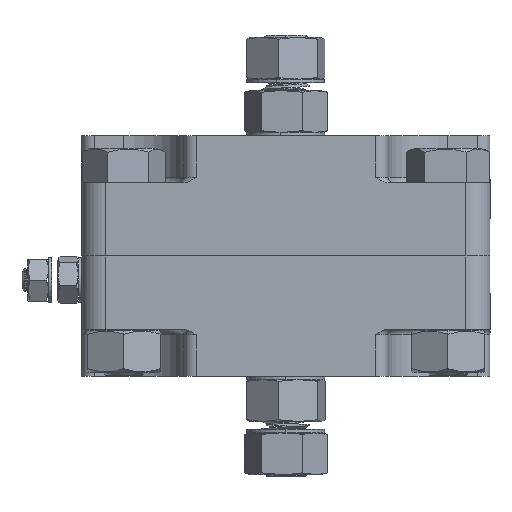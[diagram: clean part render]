
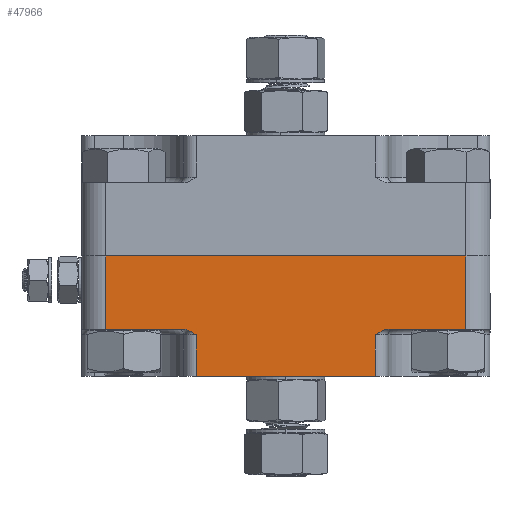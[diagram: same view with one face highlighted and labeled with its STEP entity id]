
A CAD part, front view. The second image highlights one B-rep face of the part: STEP entity #47966.
In plain terms, the highlighted planar face has unit normal (0, -1, 0).
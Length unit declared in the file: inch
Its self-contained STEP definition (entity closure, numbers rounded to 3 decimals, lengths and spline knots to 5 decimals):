
#1340 = ORIENTED_EDGE ( 'NONE', *, *, #32795, .T. ) ;
#1389 = VERTEX_POINT ( 'NONE', #21486 ) ;
#1683 = EDGE_CURVE ( 'NONE', #10290, #2919, #6940, .T. ) ;
#2919 = VERTEX_POINT ( 'NONE', #24031 ) ;
#3378 = CARTESIAN_POINT ( 'NONE',  ( 1.01029, -2.125, -0.77495 ) ) ;
#3809 = CARTESIAN_POINT ( 'NONE',  ( -1.875, -2.125, 0. ) ) ;
#5271 = CARTESIAN_POINT ( 'NONE',  ( -2.125, -2.125, 0. ) ) ;
#6409 = CARTESIAN_POINT ( 'NONE',  ( -2.125, -2.125, -0.76 ) ) ;
#6940 = LINE ( 'NONE', #42999, #49253 ) ;
#7979 = CARTESIAN_POINT ( 'NONE',  ( 0.97584, -2.125, -0.79313 ) ) ;
#8504 = CARTESIAN_POINT ( 'NONE',  ( 1.02864, -2.125, -0.76778 ) ) ;
#8941 = LINE ( 'NONE', #41205, #40746 ) ;
#9326 = LINE ( 'NONE', #5271, #53098 ) ;
#9446 = EDGE_CURVE ( 'NONE', #46968, #47255, #23143, .T. ) ;
#9803 = CARTESIAN_POINT ( 'NONE',  ( -0.9325, -2.125, -0.822 ) ) ;
#10075 = CARTESIAN_POINT ( 'NONE',  ( -0.97584, -2.125, -0.79312 ) ) ;
#10290 = VERTEX_POINT ( 'NONE', #12186 ) ;
#10372 = CARTESIAN_POINT ( 'NONE',  ( -2.125, -2.125, -1.25 ) ) ;
#10462 = DIRECTION ( 'NONE',  ( 0., 0., 1. ) ) ;
#12186 = CARTESIAN_POINT ( 'NONE',  ( 1.875, -2.125, -0.76 ) ) ;
#12267 = CARTESIAN_POINT ( 'NONE',  ( 1.00439, -2.125, -0.77768 ) ) ;
#12645 = CARTESIAN_POINT ( 'NONE',  ( -1.07379, -2.125, -0.76 ) ) ;
#12720 = ORIENTED_EDGE ( 'NONE', *, *, #22740, .T. ) ;
#13184 = B_SPLINE_CURVE_WITH_KNOTS ( 'NONE', 3,
 ( #36472, #48659, #41290, #7979, #52933, #12267, #3378, #36716, #8504, #16081, #28428, #24396 ),
 .UNSPECIFIED., .F., .F.,
 ( 4, 2, 2, 2, 2, 4 ),
 ( -0.00001, 0.00098, 0.00197, 0.00246, 0.00296, 0.00395 ),
 .UNSPECIFIED. ) ;
#14627 = CARTESIAN_POINT ( 'NONE',  ( -0.94327, -2.125, -0.81456 ) ) ;
#14903 = CARTESIAN_POINT ( 'NONE',  ( -1.06051, -2.125, -0.76 ) ) ;
#15357 = CARTESIAN_POINT ( 'NONE',  ( -1.875, -2.125, -1.25 ) ) ;
#16081 = CARTESIAN_POINT ( 'NONE',  ( 1.04761, -2.125, -0.76224 ) ) ;
#16499 = DIRECTION ( 'NONE',  ( 0., 0., -1. ) ) ;
#16698 = EDGE_CURVE ( 'NONE', #49827, #46912, #8941, .T. ) ;
#17776 = CARTESIAN_POINT ( 'NONE',  ( -1.875, -2.125, -0.76 ) ) ;
#18421 = CARTESIAN_POINT ( 'NONE',  ( -0.987, -2.125, -0.78647 ) ) ;
#19248 = EDGE_CURVE ( 'NONE', #1389, #45837, #13184, .T. ) ;
#20935 = VECTOR ( 'NONE', #36126, 39.37008 ) ;
#21143 = CARTESIAN_POINT ( 'NONE',  ( -0.9325, -2.125, -0.822 ) ) ;
#21486 = CARTESIAN_POINT ( 'NONE',  ( 0.9325, -2.125, -0.822 ) ) ;
#22306 = ORIENTED_EDGE ( 'NONE', *, *, #9446, .T. ) ;
#22389 = ORIENTED_EDGE ( 'NONE', *, *, #35495, .F. ) ;
#22709 = CARTESIAN_POINT ( 'NONE',  ( -1.0103, -2.125, -0.77495 ) ) ;
#22740 = EDGE_CURVE ( 'NONE', #23616, #1389, #33022, .T. ) ;
#22748 = DIRECTION ( 'NONE',  ( 1., 0., 0. ) ) ;
#23003 = DIRECTION ( 'NONE',  ( 0., -1., 0. ) ) ;
#23143 = LINE ( 'NONE', #15357, #30317 ) ;
#23270 = CARTESIAN_POINT ( 'NONE',  ( -2.125, -2.125, -1.25 ) ) ;
#23370 = ORIENTED_EDGE ( 'NONE', *, *, #16698, .T. ) ;
#23544 = EDGE_CURVE ( 'NONE', #29851, #47255, #37579, .T. ) ;
#23616 = VERTEX_POINT ( 'NONE', #26125 ) ;
#24031 = CARTESIAN_POINT ( 'NONE',  ( 1.875, -2.125, 0. ) ) ;
#24056 = LINE ( 'NONE', #27026, #20935 ) ;
#24396 = CARTESIAN_POINT ( 'NONE',  ( 1.07379, -2.125, -0.76 ) ) ;
#25696 = AXIS2_PLACEMENT_3D ( 'NONE', #23270, #23003, #51824 ) ;
#26125 = CARTESIAN_POINT ( 'NONE',  ( 0.9325, -2.125, -1.25 ) ) ;
#27017 = CARTESIAN_POINT ( 'NONE',  ( -1.0224, -2.125, -0.77001 ) ) ;
#27026 = CARTESIAN_POINT ( 'NONE',  ( 2.125, -2.125, -0.76 ) ) ;
#28428 = CARTESIAN_POINT ( 'NONE',  ( 1.06051, -2.125, -0.76 ) ) ;
#28995 = CARTESIAN_POINT ( 'NONE',  ( 0.9325, -2.125, -0.76 ) ) ;
#29851 = VERTEX_POINT ( 'NONE', #12645 ) ;
#30226 = CARTESIAN_POINT ( 'NONE',  ( -1.02864, -2.125, -0.76778 ) ) ;
#30317 = VECTOR ( 'NONE', #31772, 39.37008 ) ;
#30625 = DIRECTION ( 'NONE',  ( -1., 0., 0. ) ) ;
#31772 = DIRECTION ( 'NONE',  ( 0., 0., -1. ) ) ;
#32795 = EDGE_CURVE ( 'NONE', #29851, #49827, #35158, .T. ) ;
#33022 = LINE ( 'NONE', #28995, #40882 ) ;
#34234 = ORIENTED_EDGE ( 'NONE', *, *, #19248, .T. ) ;
#34258 = CARTESIAN_POINT ( 'NONE',  ( -1.00439, -2.125, -0.77768 ) ) ;
#34546 = LINE ( 'NONE', #10372, #49190 ) ;
#34578 = DIRECTION ( 'NONE',  ( 1., 0., 0. ) ) ;
#35158 = B_SPLINE_CURVE_WITH_KNOTS ( 'NONE', 3,
 ( #47496, #14903, #51252, #30226, #27017, #22709, #34258, #18421, #10075, #46666, #14627, #9803 ),
 .UNSPECIFIED., .F., .F.,
 ( 4, 2, 2, 2, 2, 4 ),
 ( 0., 0.001, 0.0015, 0.00199, 0.00299, 0.00399 ),
 .UNSPECIFIED. ) ;
#35495 = EDGE_CURVE ( 'NONE', #10290, #45837, #24056, .T. ) ;
#35744 = ORIENTED_EDGE ( 'NONE', *, *, #23544, .F. ) ;
#36126 = DIRECTION ( 'NONE',  ( -1., 0., 0. ) ) ;
#36472 = CARTESIAN_POINT ( 'NONE',  ( 0.9325, -2.125, -0.822 ) ) ;
#36672 = CARTESIAN_POINT ( 'NONE',  ( 1.07379, -2.125, -0.76 ) ) ;
#36716 = CARTESIAN_POINT ( 'NONE',  ( 1.0224, -2.125, -0.77001 ) ) ;
#37579 = LINE ( 'NONE', #6409, #44466 ) ;
#37763 = PLANE ( 'NONE',  #25696 ) ;
#40385 = EDGE_CURVE ( 'NONE', #46968, #2919, #9326, .T. ) ;
#40746 = VECTOR ( 'NONE', #16499, 39.37008 ) ;
#40882 = VECTOR ( 'NONE', #45390, 39.37008 ) ;
#41205 = CARTESIAN_POINT ( 'NONE',  ( -0.9325, -2.125, -1.25 ) ) ;
#41290 = CARTESIAN_POINT ( 'NONE',  ( 0.95396, -2.125, -0.80718 ) ) ;
#41860 = FACE_OUTER_BOUND ( 'NONE', #43141, .T. ) ;
#42999 = CARTESIAN_POINT ( 'NONE',  ( 1.875, -2.125, -1.25 ) ) ;
#43141 = EDGE_LOOP ( 'NONE', ( #35744, #1340, #23370, #43564, #12720, #34234, #22389, #46012, #51806, #22306 ) ) ;
#43564 = ORIENTED_EDGE ( 'NONE', *, *, #51474, .T. ) ;
#44187 = CARTESIAN_POINT ( 'NONE',  ( -0.9325, -2.125, -1.25 ) ) ;
#44466 = VECTOR ( 'NONE', #30625, 39.37008 ) ;
#45390 = DIRECTION ( 'NONE',  ( 0., 0., 1. ) ) ;
#45837 = VERTEX_POINT ( 'NONE', #36672 ) ;
#46012 = ORIENTED_EDGE ( 'NONE', *, *, #1683, .T. ) ;
#46666 = CARTESIAN_POINT ( 'NONE',  ( -0.95396, -2.125, -0.80718 ) ) ;
#46912 = VERTEX_POINT ( 'NONE', #44187 ) ;
#46968 = VERTEX_POINT ( 'NONE', #3809 ) ;
#47255 = VERTEX_POINT ( 'NONE', #17776 ) ;
#47496 = CARTESIAN_POINT ( 'NONE',  ( -1.07379, -2.125, -0.76 ) ) ;
#47966 = ADVANCED_FACE ( 'NONE', ( #41860 ), #37763, .T. ) ;
#48659 = CARTESIAN_POINT ( 'NONE',  ( 0.94318, -2.125, -0.81462 ) ) ;
#49190 = VECTOR ( 'NONE', #22748, 39.37008 ) ;
#49253 = VECTOR ( 'NONE', #10462, 39.37008 ) ;
#49827 = VERTEX_POINT ( 'NONE', #21143 ) ;
#51252 = CARTESIAN_POINT ( 'NONE',  ( -1.04762, -2.125, -0.76224 ) ) ;
#51474 = EDGE_CURVE ( 'NONE', #46912, #23616, #34546, .T. ) ;
#51806 = ORIENTED_EDGE ( 'NONE', *, *, #40385, .F. ) ;
#51824 = DIRECTION ( 'NONE',  ( 0., 0., -1. ) ) ;
#52933 = CARTESIAN_POINT ( 'NONE',  ( 0.98699, -2.125, -0.78648 ) ) ;
#53098 = VECTOR ( 'NONE', #34578, 39.37008 ) ;
